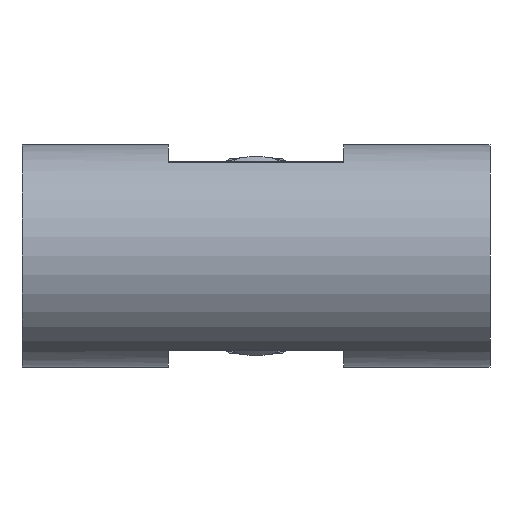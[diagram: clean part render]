
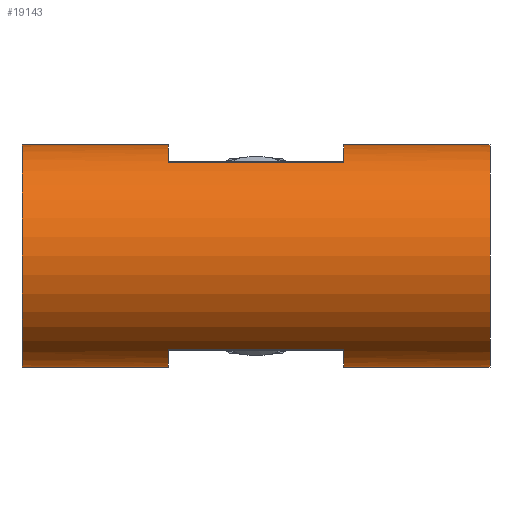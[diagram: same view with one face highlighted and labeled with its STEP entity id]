
A CAD part, front view. The second image highlights one B-rep face of the part: STEP entity #19143.
In plain terms, the highlighted cylindrical face has radius 19 mm (diameter 38 mm), a partial arc.
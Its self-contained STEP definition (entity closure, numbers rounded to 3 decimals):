
#258 = CARTESIAN_POINT ( 'NONE',  ( 55., 0., 0. ) ) ;
#413 = VECTOR ( 'NONE', #4516, 1000. ) ;
#1768 = CARTESIAN_POINT ( 'NONE',  ( 80., 19., 0. ) ) ;
#1793 = EDGE_CURVE ( 'NONE', #17411, #7040, #11053, .T. ) ;
#2010 = ORIENTED_EDGE ( 'NONE', *, *, #17184, .F. ) ;
#2111 = LINE ( 'NONE', #9960, #413 ) ;
#2229 = EDGE_LOOP ( 'NONE', ( #9062, #11232, #14204, #2010, #9440, #5061, #15381, #11564, #8764, #4935, #17121, #21091 ) ) ;
#2385 = AXIS2_PLACEMENT_3D ( 'NONE', #6240, #20735, #8165 ) ;
#2726 = VERTEX_POINT ( 'NONE', #4017 ) ;
#2746 = CIRCLE ( 'NONE', #2385, 19. ) ;
#2886 = CARTESIAN_POINT ( 'NONE',  ( 80., 19., 0. ) ) ;
#2923 = EDGE_CURVE ( 'NONE', #7512, #15223, #10723, .T. ) ;
#3257 = EDGE_CURVE ( 'NONE', #21408, #2726, #9875, .T. ) ;
#3431 = EDGE_CURVE ( 'NONE', #7512, #9318, #2746, .T. ) ;
#3478 = CIRCLE ( 'NONE', #20874, 19. ) ;
#3531 = CARTESIAN_POINT ( 'NONE',  ( 25., -19., 0. ) ) ;
#3946 = AXIS2_PLACEMENT_3D ( 'NONE', #21070, #23054, #12149 ) ;
#4017 = CARTESIAN_POINT ( 'NONE',  ( 55., 16.155, 10. ) ) ;
#4516 = DIRECTION ( 'NONE',  ( -1., 0., 0. ) ) ;
#4585 = VECTOR ( 'NONE', #21727, 1000. ) ;
#4793 = CARTESIAN_POINT ( 'NONE',  ( 0., -19., 0. ) ) ;
#4906 = CARTESIAN_POINT ( 'NONE',  ( 25., -16.155, 10. ) ) ;
#4935 = ORIENTED_EDGE ( 'NONE', *, *, #6845, .T. ) ;
#5061 = ORIENTED_EDGE ( 'NONE', *, *, #23517, .T. ) ;
#5682 = EDGE_CURVE ( 'NONE', #9649, #11119, #2111, .T. ) ;
#6240 = CARTESIAN_POINT ( 'NONE',  ( 25., 0., 0. ) ) ;
#6255 = VERTEX_POINT ( 'NONE', #20009 ) ;
#6740 = CARTESIAN_POINT ( 'NONE',  ( -4., 0., 0. ) ) ;
#6845 = EDGE_CURVE ( 'NONE', #6255, #10965, #3478, .T. ) ;
#7040 = VERTEX_POINT ( 'NONE', #23538 ) ;
#7081 = CARTESIAN_POINT ( 'NONE',  ( 25., 19., 0. ) ) ;
#7247 = DIRECTION ( 'NONE',  ( 1., 0., 0. ) ) ;
#7512 = VERTEX_POINT ( 'NONE', #13655 ) ;
#7801 = EDGE_CURVE ( 'NONE', #11957, #6255, #9444, .T. ) ;
#7880 = CYLINDRICAL_SURFACE ( 'NONE', #21632, 19. ) ;
#8145 = EDGE_CURVE ( 'NONE', #11957, #21408, #19721, .T. ) ;
#8165 = DIRECTION ( 'NONE',  ( 0., -0.85, 0.526 ) ) ;
#8346 = DIRECTION ( 'NONE',  ( 1., 0., 0. ) ) ;
#8423 = DIRECTION ( 'NONE',  ( 1., 0., 0. ) ) ;
#8591 = DIRECTION ( 'NONE',  ( 0., 1., 0. ) ) ;
#8702 = CARTESIAN_POINT ( 'NONE',  ( 55., -19., 0. ) ) ;
#8764 = ORIENTED_EDGE ( 'NONE', *, *, #7801, .T. ) ;
#9062 = ORIENTED_EDGE ( 'NONE', *, *, #2923, .T. ) ;
#9318 = VERTEX_POINT ( 'NONE', #3531 ) ;
#9440 = ORIENTED_EDGE ( 'NONE', *, *, #1793, .T. ) ;
#9444 = LINE ( 'NONE', #7081, #4585 ) ;
#9549 = EDGE_CURVE ( 'NONE', #15223, #11119, #11701, .T. ) ;
#9581 = EDGE_CURVE ( 'NONE', #9318, #10965, #12531, .T. ) ;
#9649 = VERTEX_POINT ( 'NONE', #11146 ) ;
#9875 = LINE ( 'NONE', #20105, #21803 ) ;
#9960 = CARTESIAN_POINT ( 'NONE',  ( 80., -19., 0. ) ) ;
#10723 = LINE ( 'NONE', #4906, #17556 ) ;
#10839 = DIRECTION ( 'NONE',  ( 1., 0., 0. ) ) ;
#10965 = VERTEX_POINT ( 'NONE', #4793 ) ;
#10976 = DIRECTION ( 'NONE',  ( 0., -0.85, 0.526 ) ) ;
#11053 = LINE ( 'NONE', #1768, #11622 ) ;
#11119 = VERTEX_POINT ( 'NONE', #8702 ) ;
#11146 = CARTESIAN_POINT ( 'NONE',  ( 80., -19., 0. ) ) ;
#11232 = ORIENTED_EDGE ( 'NONE', *, *, #9549, .T. ) ;
#11454 = AXIS2_PLACEMENT_3D ( 'NONE', #258, #7247, #10976 ) ;
#11564 = ORIENTED_EDGE ( 'NONE', *, *, #8145, .F. ) ;
#11622 = VECTOR ( 'NONE', #23479, 1000. ) ;
#11701 = CIRCLE ( 'NONE', #11454, 19. ) ;
#11957 = VERTEX_POINT ( 'NONE', #13902 ) ;
#12149 = DIRECTION ( 'NONE',  ( 0., 1., 0. ) ) ;
#12531 = LINE ( 'NONE', #21972, #16542 ) ;
#12789 = DIRECTION ( 'NONE',  ( 0., 1., 0. ) ) ;
#13575 = CARTESIAN_POINT ( 'NONE',  ( 55., -16.155, 10. ) ) ;
#13655 = CARTESIAN_POINT ( 'NONE',  ( 25., -16.155, 10. ) ) ;
#13902 = CARTESIAN_POINT ( 'NONE',  ( 25., 19., 0. ) ) ;
#14204 = ORIENTED_EDGE ( 'NONE', *, *, #5682, .F. ) ;
#14625 = DIRECTION ( 'NONE',  ( 1., 0., 0. ) ) ;
#14779 = CARTESIAN_POINT ( 'NONE',  ( 80., 0., 0. ) ) ;
#15223 = VERTEX_POINT ( 'NONE', #13575 ) ;
#15381 = ORIENTED_EDGE ( 'NONE', *, *, #3257, .F. ) ;
#15769 = DIRECTION ( 'NONE',  ( 1., 0., 0. ) ) ;
#16140 = DIRECTION ( 'NONE',  ( 0., -1., 0. ) ) ;
#16542 = VECTOR ( 'NONE', #22051, 1000. ) ;
#17121 = ORIENTED_EDGE ( 'NONE', *, *, #9581, .F. ) ;
#17184 = EDGE_CURVE ( 'NONE', #17411, #9649, #18773, .T. ) ;
#17411 = VERTEX_POINT ( 'NONE', #2886 ) ;
#17556 = VECTOR ( 'NONE', #8423, 1000. ) ;
#17657 = CIRCLE ( 'NONE', #17866, 19. ) ;
#17866 = AXIS2_PLACEMENT_3D ( 'NONE', #22938, #10839, #21188 ) ;
#18773 = CIRCLE ( 'NONE', #19470, 19. ) ;
#19143 = ADVANCED_FACE ( 'NONE', ( #21832 ), #7880, .T. ) ;
#19470 = AXIS2_PLACEMENT_3D ( 'NONE', #14779, #14625, #12789 ) ;
#19489 = CARTESIAN_POINT ( 'NONE',  ( 0., 0., 0. ) ) ;
#19721 = CIRCLE ( 'NONE', #3946, 19. ) ;
#20009 = CARTESIAN_POINT ( 'NONE',  ( 0., 19., 0. ) ) ;
#20105 = CARTESIAN_POINT ( 'NONE',  ( 25., 16.155, 10. ) ) ;
#20735 = DIRECTION ( 'NONE',  ( 1., 0., 0. ) ) ;
#20874 = AXIS2_PLACEMENT_3D ( 'NONE', #19489, #15769, #8591 ) ;
#21070 = CARTESIAN_POINT ( 'NONE',  ( 25., 0., 0. ) ) ;
#21091 = ORIENTED_EDGE ( 'NONE', *, *, #3431, .F. ) ;
#21143 = CARTESIAN_POINT ( 'NONE',  ( 25., 16.155, 10. ) ) ;
#21188 = DIRECTION ( 'NONE',  ( 0., 1., 0. ) ) ;
#21408 = VERTEX_POINT ( 'NONE', #21143 ) ;
#21632 = AXIS2_PLACEMENT_3D ( 'NONE', #6740, #8346, #16140 ) ;
#21727 = DIRECTION ( 'NONE',  ( -1., 0., 0. ) ) ;
#21803 = VECTOR ( 'NONE', #23608, 1000. ) ;
#21832 = FACE_OUTER_BOUND ( 'NONE', #2229, .T. ) ;
#21972 = CARTESIAN_POINT ( 'NONE',  ( 25., -19., 0. ) ) ;
#22051 = DIRECTION ( 'NONE',  ( -1., 0., 0. ) ) ;
#22938 = CARTESIAN_POINT ( 'NONE',  ( 55., 0., 0. ) ) ;
#23054 = DIRECTION ( 'NONE',  ( 1., 0., 0. ) ) ;
#23479 = DIRECTION ( 'NONE',  ( -1., 0., 0. ) ) ;
#23517 = EDGE_CURVE ( 'NONE', #7040, #2726, #17657, .T. ) ;
#23538 = CARTESIAN_POINT ( 'NONE',  ( 55., 19., 0. ) ) ;
#23608 = DIRECTION ( 'NONE',  ( 1., 0., 0. ) ) ;
